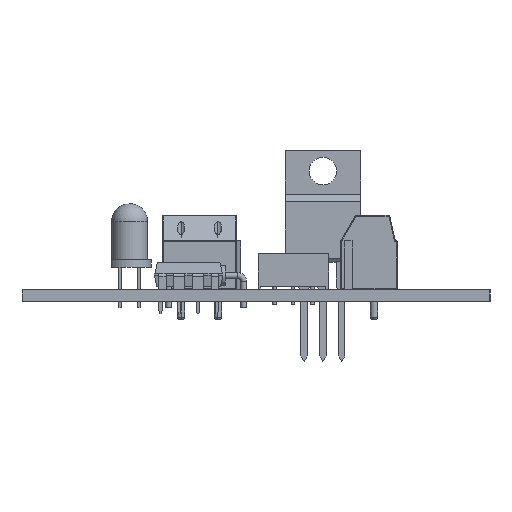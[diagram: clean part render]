
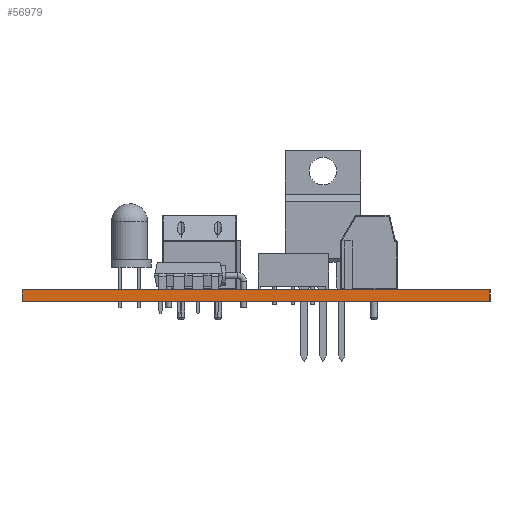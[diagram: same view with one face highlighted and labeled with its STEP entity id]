
A CAD part, left-side view. The second image highlights one B-rep face of the part: STEP entity #56979.
In plain terms, the highlighted planar face has unit normal (-1, -0.001, 0).
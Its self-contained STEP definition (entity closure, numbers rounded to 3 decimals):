
#56863 = EDGE_CURVE('',#56864,#56866,#56868,.T.);
#56864 = VERTEX_POINT('',#56865);
#56865 = CARTESIAN_POINT('',(101.6,-60.884,0.));
#56866 = VERTEX_POINT('',#56867);
#56867 = CARTESIAN_POINT('',(101.6,-60.884,1.6));
#56868 = SURFACE_CURVE('',#56869,(#56873,#56885),.PCURVE_S1.);
#56869 = LINE('',#56870,#56871);
#56870 = CARTESIAN_POINT('',(101.6,-60.884,0.));
#56871 = VECTOR('',#56872,1.);
#56872 = DIRECTION('',(0.,0.,1.));
#56873 = PCURVE('',#56874,#56879);
#56874 = PLANE('',#56875);
#56875 = AXIS2_PLACEMENT_3D('',#56876,#56877,#56878);
#56876 = CARTESIAN_POINT('',(101.6,-60.884,0.));
#56877 = DIRECTION('',(0.,1.,0.));
#56878 = DIRECTION('',(1.,0.,0.));
#56879 = DEFINITIONAL_REPRESENTATION('',(#56880),#56884);
#56880 = LINE('',#56881,#56882);
#56881 = CARTESIAN_POINT('',(0.,0.));
#56882 = VECTOR('',#56883,1.);
#56883 = DIRECTION('',(0.,-1.));
#56884 = ( GEOMETRIC_REPRESENTATION_CONTEXT(2) 
PARAMETRIC_REPRESENTATION_CONTEXT() REPRESENTATION_CONTEXT('2D SPACE',''
  ) );
#56885 = PCURVE('',#56886,#56891);
#56886 = PLANE('',#56887);
#56887 = AXIS2_PLACEMENT_3D('',#56888,#56889,#56890);
#56888 = CARTESIAN_POINT('',(101.651,-124.206,0.));
#56889 = DIRECTION('',(-1.,-0.001,0.));
#56890 = DIRECTION('',(-0.001,1.,0.));
#56891 = DEFINITIONAL_REPRESENTATION('',(#56892),#56896);
#56892 = LINE('',#56893,#56894);
#56893 = CARTESIAN_POINT('',(63.322,0.));
#56894 = VECTOR('',#56895,1.);
#56895 = DIRECTION('',(0.,-1.));
#56896 = ( GEOMETRIC_REPRESENTATION_CONTEXT(2) 
PARAMETRIC_REPRESENTATION_CONTEXT() REPRESENTATION_CONTEXT('2D SPACE',''
  ) );
#56914 = PLANE('',#56915);
#56915 = AXIS2_PLACEMENT_3D('',#56916,#56917,#56918);
#56916 = CARTESIAN_POINT('',(139.789,-92.539,1.6));
#56917 = DIRECTION('',(0.,0.,-1.));
#56918 = DIRECTION('',(-1.,0.,0.));
#56968 = PLANE('',#56969);
#56969 = AXIS2_PLACEMENT_3D('',#56970,#56971,#56972);
#56970 = CARTESIAN_POINT('',(139.789,-92.539,0.));
#56971 = DIRECTION('',(0.,0.,-1.));
#56972 = DIRECTION('',(-1.,0.,0.));
#56979 = ADVANCED_FACE('',(#56980),#56886,.T.);
#56980 = FACE_BOUND('',#56981,.T.);
#56981 = EDGE_LOOP('',(#56982,#57012,#57033,#57034));
#56982 = ORIENTED_EDGE('',*,*,#56983,.T.);
#56983 = EDGE_CURVE('',#56984,#56986,#56988,.T.);
#56984 = VERTEX_POINT('',#56985);
#56985 = CARTESIAN_POINT('',(101.651,-124.206,0.));
#56986 = VERTEX_POINT('',#56987);
#56987 = CARTESIAN_POINT('',(101.651,-124.206,1.6));
#56988 = SURFACE_CURVE('',#56989,(#56993,#57000),.PCURVE_S1.);
#56989 = LINE('',#56990,#56991);
#56990 = CARTESIAN_POINT('',(101.651,-124.206,0.));
#56991 = VECTOR('',#56992,1.);
#56992 = DIRECTION('',(0.,0.,1.));
#56993 = PCURVE('',#56886,#56994);
#56994 = DEFINITIONAL_REPRESENTATION('',(#56995),#56999);
#56995 = LINE('',#56996,#56997);
#56996 = CARTESIAN_POINT('',(0.,0.));
#56997 = VECTOR('',#56998,1.);
#56998 = DIRECTION('',(0.,-1.));
#56999 = ( GEOMETRIC_REPRESENTATION_CONTEXT(2) 
PARAMETRIC_REPRESENTATION_CONTEXT() REPRESENTATION_CONTEXT('2D SPACE',''
  ) );
#57000 = PCURVE('',#57001,#57006);
#57001 = PLANE('',#57002);
#57002 = AXIS2_PLACEMENT_3D('',#57003,#57004,#57005);
#57003 = CARTESIAN_POINT('',(177.952,-124.206,0.));
#57004 = DIRECTION('',(0.,-1.,0.));
#57005 = DIRECTION('',(-1.,0.,0.));
#57006 = DEFINITIONAL_REPRESENTATION('',(#57007),#57011);
#57007 = LINE('',#57008,#57009);
#57008 = CARTESIAN_POINT('',(76.302,0.));
#57009 = VECTOR('',#57010,1.);
#57010 = DIRECTION('',(0.,-1.));
#57011 = ( GEOMETRIC_REPRESENTATION_CONTEXT(2) 
PARAMETRIC_REPRESENTATION_CONTEXT() REPRESENTATION_CONTEXT('2D SPACE',''
  ) );
#57012 = ORIENTED_EDGE('',*,*,#57013,.T.);
#57013 = EDGE_CURVE('',#56986,#56866,#57014,.T.);
#57014 = SURFACE_CURVE('',#57015,(#57019,#57026),.PCURVE_S1.);
#57015 = LINE('',#57016,#57017);
#57016 = CARTESIAN_POINT('',(101.651,-124.206,1.6));
#57017 = VECTOR('',#57018,1.);
#57018 = DIRECTION('',(-0.001,1.,0.));
#57019 = PCURVE('',#56886,#57020);
#57020 = DEFINITIONAL_REPRESENTATION('',(#57021),#57025);
#57021 = LINE('',#57022,#57023);
#57022 = CARTESIAN_POINT('',(0.,-1.6));
#57023 = VECTOR('',#57024,1.);
#57024 = DIRECTION('',(1.,0.));
#57025 = ( GEOMETRIC_REPRESENTATION_CONTEXT(2) 
PARAMETRIC_REPRESENTATION_CONTEXT() REPRESENTATION_CONTEXT('2D SPACE',''
  ) );
#57026 = PCURVE('',#56914,#57027);
#57027 = DEFINITIONAL_REPRESENTATION('',(#57028),#57032);
#57028 = LINE('',#57029,#57030);
#57029 = CARTESIAN_POINT('',(38.138,-31.667));
#57030 = VECTOR('',#57031,1.);
#57031 = DIRECTION('',(0.001,1.));
#57032 = ( GEOMETRIC_REPRESENTATION_CONTEXT(2) 
PARAMETRIC_REPRESENTATION_CONTEXT() REPRESENTATION_CONTEXT('2D SPACE',''
  ) );
#57033 = ORIENTED_EDGE('',*,*,#56863,.F.);
#57034 = ORIENTED_EDGE('',*,*,#57035,.F.);
#57035 = EDGE_CURVE('',#56984,#56864,#57036,.T.);
#57036 = SURFACE_CURVE('',#57037,(#57041,#57048),.PCURVE_S1.);
#57037 = LINE('',#57038,#57039);
#57038 = CARTESIAN_POINT('',(101.651,-124.206,0.));
#57039 = VECTOR('',#57040,1.);
#57040 = DIRECTION('',(-0.001,1.,0.));
#57041 = PCURVE('',#56886,#57042);
#57042 = DEFINITIONAL_REPRESENTATION('',(#57043),#57047);
#57043 = LINE('',#57044,#57045);
#57044 = CARTESIAN_POINT('',(0.,0.));
#57045 = VECTOR('',#57046,1.);
#57046 = DIRECTION('',(1.,0.));
#57047 = ( GEOMETRIC_REPRESENTATION_CONTEXT(2) 
PARAMETRIC_REPRESENTATION_CONTEXT() REPRESENTATION_CONTEXT('2D SPACE',''
  ) );
#57048 = PCURVE('',#56968,#57049);
#57049 = DEFINITIONAL_REPRESENTATION('',(#57050),#57054);
#57050 = LINE('',#57051,#57052);
#57051 = CARTESIAN_POINT('',(38.138,-31.667));
#57052 = VECTOR('',#57053,1.);
#57053 = DIRECTION('',(0.001,1.));
#57054 = ( GEOMETRIC_REPRESENTATION_CONTEXT(2) 
PARAMETRIC_REPRESENTATION_CONTEXT() REPRESENTATION_CONTEXT('2D SPACE',''
  ) );
